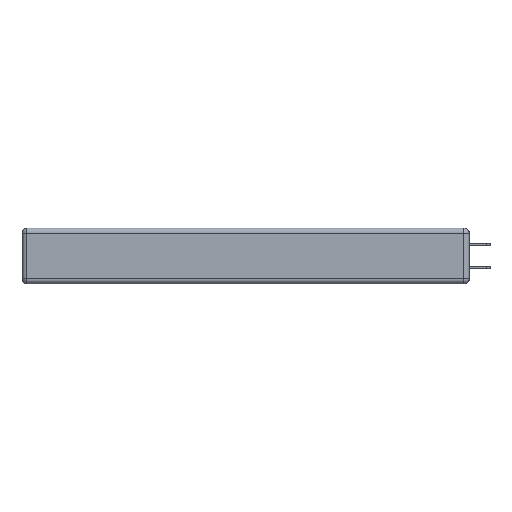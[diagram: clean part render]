
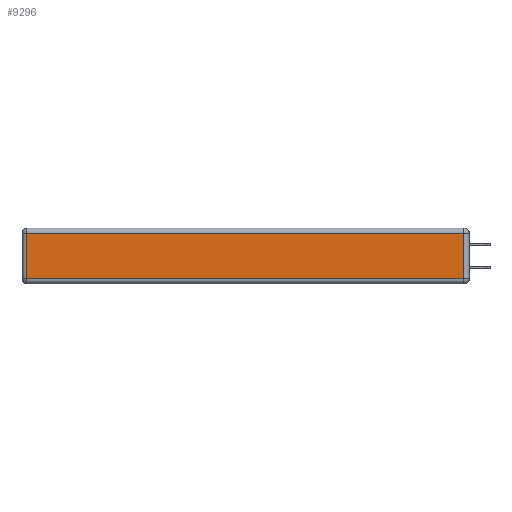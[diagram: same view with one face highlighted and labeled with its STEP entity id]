
A CAD part, left-side view. The second image highlights one B-rep face of the part: STEP entity #9296.
In plain terms, the highlighted planar face has unit normal (-1, 0, 0).
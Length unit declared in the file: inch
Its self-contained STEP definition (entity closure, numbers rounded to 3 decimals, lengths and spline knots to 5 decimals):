
#153 = CARTESIAN_POINT ( 'NONE',  ( 0., 0., -0.313 ) ) ;
#289 = AXIS2_PLACEMENT_3D ( 'NONE', #2738, #4820, #7920 ) ;
#608 = CARTESIAN_POINT ( 'NONE',  ( 0., 2.72, -0.343 ) ) ;
#830 = LINE ( 'NONE', #153, #3952 ) ;
#1117 = EDGE_CURVE ( 'NONE', #3800, #3075, #9280, .T. ) ;
#1119 = EDGE_LOOP ( 'NONE', ( #1929, #8236, #8949, #6429 ) ) ;
#1252 = VERTEX_POINT ( 'NONE', #6062 ) ;
#1604 = VECTOR ( 'NONE', #12626, 39.37008 ) ;
#1929 = ORIENTED_EDGE ( 'NONE', *, *, #7464, .T. ) ;
#2733 = EDGE_CURVE ( 'NONE', #3075, #1252, #6537, .T. ) ;
#2738 = CARTESIAN_POINT ( 'NONE',  ( 0., 0., -0.343 ) ) ;
#3075 = VERTEX_POINT ( 'NONE', #5134 ) ;
#3734 = VECTOR ( 'NONE', #10692, 39.37008 ) ;
#3800 = VERTEX_POINT ( 'NONE', #9489 ) ;
#3952 = VECTOR ( 'NONE', #6279, 39.37008 ) ;
#4820 = DIRECTION ( 'NONE',  ( -1., 0., 0. ) ) ;
#5134 = CARTESIAN_POINT ( 'NONE',  ( 0., 0.03, -0.03 ) ) ;
#6062 = CARTESIAN_POINT ( 'NONE',  ( 0., 2.72, -0.03 ) ) ;
#6232 = CARTESIAN_POINT ( 'NONE',  ( 0., 0.03, -0.343 ) ) ;
#6279 = DIRECTION ( 'NONE',  ( 0., -1., 0. ) ) ;
#6429 = ORIENTED_EDGE ( 'NONE', *, *, #8424, .T. ) ;
#6537 = LINE ( 'NONE', #8579, #3734 ) ;
#6553 = CARTESIAN_POINT ( 'NONE',  ( 0., 2.72, -0.313 ) ) ;
#6582 = LINE ( 'NONE', #608, #8185 ) ;
#7464 = EDGE_CURVE ( 'NONE', #13519, #3800, #830, .T. ) ;
#7920 = DIRECTION ( 'NONE',  ( 0., 0., 1. ) ) ;
#8185 = VECTOR ( 'NONE', #9897, 39.37008 ) ;
#8236 = ORIENTED_EDGE ( 'NONE', *, *, #1117, .T. ) ;
#8424 = EDGE_CURVE ( 'NONE', #1252, #13519, #6582, .T. ) ;
#8579 = CARTESIAN_POINT ( 'NONE',  ( 0., 2.75, -0.03 ) ) ;
#8949 = ORIENTED_EDGE ( 'NONE', *, *, #2733, .T. ) ;
#9280 = LINE ( 'NONE', #6232, #1604 ) ;
#9296 = ADVANCED_FACE ( 'NONE', ( #12061 ), #9737, .T. ) ;
#9489 = CARTESIAN_POINT ( 'NONE',  ( 0., 0.03, -0.313 ) ) ;
#9737 = PLANE ( 'NONE',  #289 ) ;
#9897 = DIRECTION ( 'NONE',  ( 0., 0., -1. ) ) ;
#10692 = DIRECTION ( 'NONE',  ( 0., 1., 0. ) ) ;
#12061 = FACE_OUTER_BOUND ( 'NONE', #1119, .T. ) ;
#12626 = DIRECTION ( 'NONE',  ( 0., 0., 1. ) ) ;
#13519 = VERTEX_POINT ( 'NONE', #6553 ) ;
